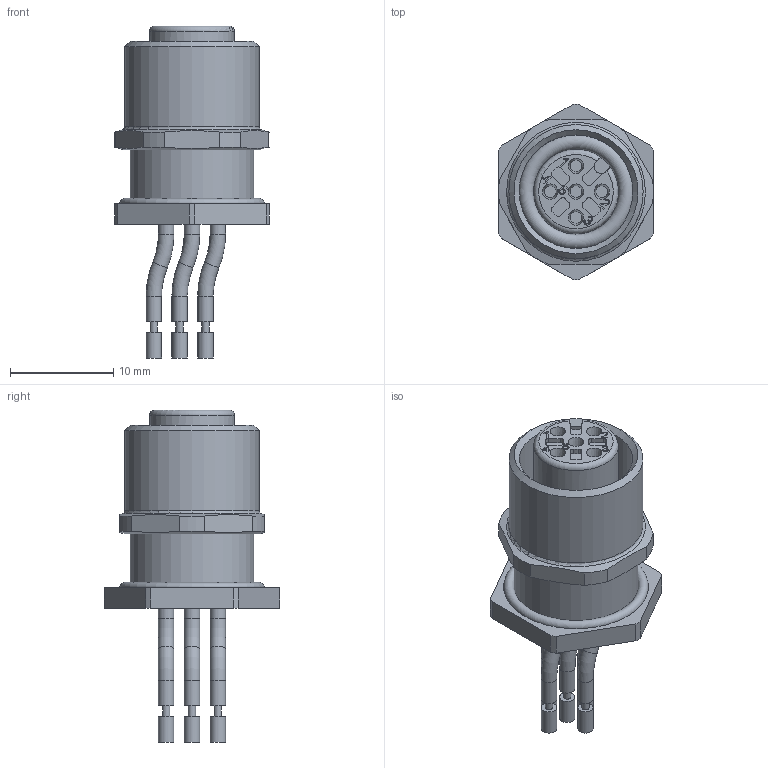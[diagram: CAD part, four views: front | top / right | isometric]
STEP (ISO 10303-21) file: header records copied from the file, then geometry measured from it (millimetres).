
FILE_DESCRIPTION(/* description */ (''),/* implementation_level */ '2;1');
FILE_NAME(/* name */ 'AL-FHM12KUA4_5-m_M12_S3550.stp',/* time_stamp */ '2018-01-29T16:51:27+01:00',/* author */ (''),/* organization */ (''),/* preprocessor_version */ 'ST-DEVELOPER v16',/* originating_system */ 'SIEMENS PLM Software NX 10.0',/* authorisation */ '');
FILE_SCHEMA (('AUTOMOTIVE_DESIGN { 1 0 10303 214 3 1 1 1 }'));
Length unit declared in the file: millimetre
Products named in the file (1): AL-FHM12KUA4_5-m_M12_S3550_stp
Bounding box: 15 x 17 x 32.15 mm (x, y, z)
Volume: 2328 mm3; surface area: 2040.3 mm2
Topology: 1 solids, 1 shells, 209 faces, 514 edges, 338 vertices
Faces by surface type: plane 90, cylinder 64, extrusion 32, torus 14, cone 9
Full cylindrical faces by diameter (mm): 0.7 x5, 1.15 x5, 1.5 x15, 11 x1, 12 x1, 13 x1
Entity records: 6163 total; most frequent: CARTESIAN_POINT 1522, DIRECTION 901, ORIENTED_EDGE 892, EDGE_CURVE 446, AXIS2_PLACEMENT_3D 323, VERTEX_POINT 320, EDGE_LOOP 290, VECTOR 255
